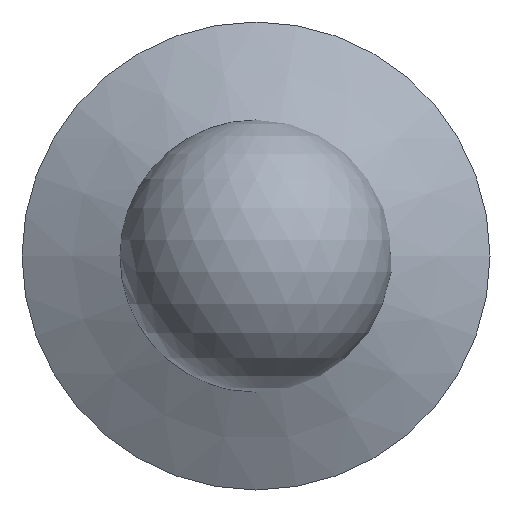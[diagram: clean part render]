
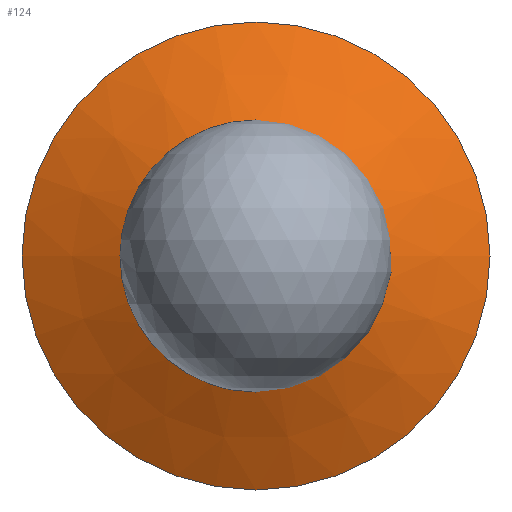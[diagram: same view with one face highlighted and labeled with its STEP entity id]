
A CAD part, front view. The second image highlights one B-rep face of the part: STEP entity #124.
In plain terms, the highlighted conical face has half-angle 62.422 degrees and reference radius 3.384 mm.
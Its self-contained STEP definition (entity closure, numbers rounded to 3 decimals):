
#17=CONICAL_SURFACE('',#151,3.384,1.089);
#22=LINE('',#231,#25);
#25=VECTOR('',#191,3.384);
#32=FACE_OUTER_BOUND('',#40,.T.);
#40=EDGE_LOOP('',(#100,#101,#102,#103,#104,#105,#106));
#48=CIRCLE('',#149,4.3);
#49=CIRCLE('',#150,4.3);
#50=CIRCLE('',#152,2.468);
#51=CIRCLE('',#153,2.468);
#52=CIRCLE('',#154,2.468);
#61=VERTEX_POINT('',#220);
#62=VERTEX_POINT('',#221);
#63=VERTEX_POINT('',#226);
#64=VERTEX_POINT('',#227);
#65=VERTEX_POINT('',#229);
#75=EDGE_CURVE('',#61,#62,#48,.T.);
#76=EDGE_CURVE('',#62,#61,#49,.T.);
#78=EDGE_CURVE('',#63,#64,#50,.T.);
#79=EDGE_CURVE('',#65,#63,#51,.T.);
#80=EDGE_CURVE('',#65,#62,#22,.T.);
#81=EDGE_CURVE('',#64,#65,#52,.T.);
#100=ORIENTED_EDGE('',*,*,#78,.F.);
#101=ORIENTED_EDGE('',*,*,#79,.F.);
#102=ORIENTED_EDGE('',*,*,#80,.T.);
#103=ORIENTED_EDGE('',*,*,#76,.T.);
#104=ORIENTED_EDGE('',*,*,#75,.T.);
#105=ORIENTED_EDGE('',*,*,#80,.F.);
#106=ORIENTED_EDGE('',*,*,#81,.F.);
#124=ADVANCED_FACE('',(#32),#17,.T.);
#149=AXIS2_PLACEMENT_3D('',#222,#180,#181);
#150=AXIS2_PLACEMENT_3D('',#223,#182,#183);
#151=AXIS2_PLACEMENT_3D('',#225,#185,#186);
#152=AXIS2_PLACEMENT_3D('',#228,#187,#188);
#153=AXIS2_PLACEMENT_3D('',#230,#189,#190);
#154=AXIS2_PLACEMENT_3D('',#232,#192,#193);
#180=DIRECTION('center_axis',(0.,-1.,0.));
#181=DIRECTION('ref_axis',(1.,0.,0.));
#182=DIRECTION('center_axis',(0.,-1.,0.));
#183=DIRECTION('ref_axis',(1.,0.,0.));
#185=DIRECTION('center_axis',(0.,1.,0.));
#186=DIRECTION('ref_axis',(1.,0.,0.));
#187=DIRECTION('center_axis',(0.,-1.,0.));
#188=DIRECTION('ref_axis',(1.,0.,0.));
#189=DIRECTION('center_axis',(0.,-1.,0.));
#190=DIRECTION('ref_axis',(1.,0.,0.));
#191=DIRECTION('',(-0.886,0.463,0.));
#192=DIRECTION('center_axis',(0.,-1.,0.));
#193=DIRECTION('ref_axis',(1.,0.,0.));
#220=CARTESIAN_POINT('',(-30.528,46.405,0.));
#221=CARTESIAN_POINT('',(-39.128,46.405,0.));
#222=CARTESIAN_POINT('Origin',(-34.828,46.405,0.));
#223=CARTESIAN_POINT('Origin',(-34.828,46.405,0.));
#225=CARTESIAN_POINT('Origin',(-34.828,45.927,0.));
#226=CARTESIAN_POINT('',(-32.36,45.448,0.));
#227=CARTESIAN_POINT('',(-34.828,45.448,2.468));
#228=CARTESIAN_POINT('Origin',(-34.828,45.448,0.));
#229=CARTESIAN_POINT('',(-37.296,45.448,0.));
#230=CARTESIAN_POINT('Origin',(-34.828,45.448,0.));
#231=CARTESIAN_POINT('',(-38.212,45.927,0.));
#232=CARTESIAN_POINT('Origin',(-34.828,45.448,0.));
